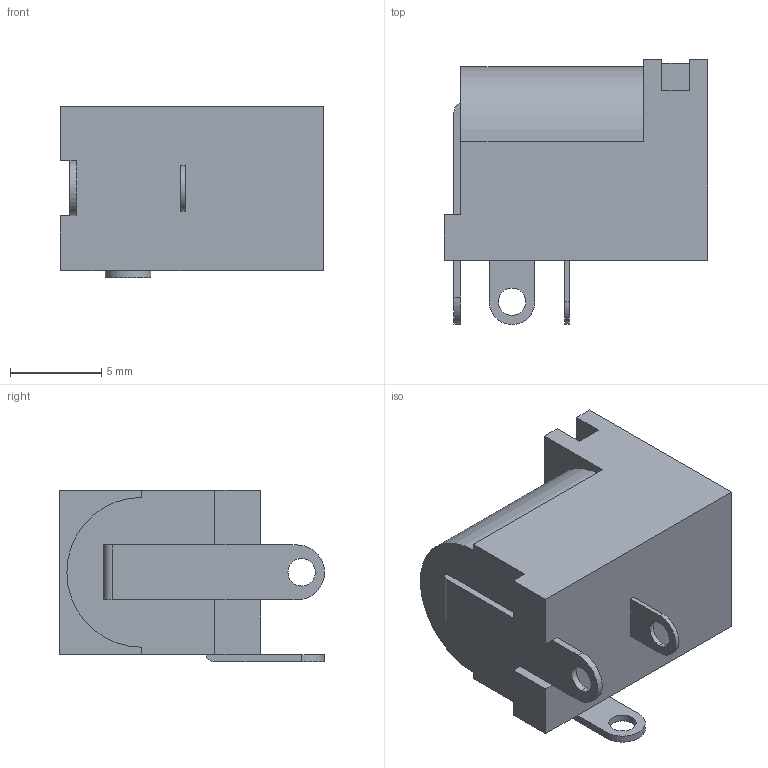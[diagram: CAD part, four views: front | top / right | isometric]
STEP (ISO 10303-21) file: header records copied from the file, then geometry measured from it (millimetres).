
FILE_DESCRIPTION (( 'STEP AP214' ), '1' );
FILE_NAME ('CUI_DEVICES_PJ-002BH.step', '2019-10-20T23:12:44', ( '' ), ( '' ), 'SwSTEP 2.0', 'SolidWorks 2019', '' );
FILE_SCHEMA (( 'AUTOMOTIVE_DESIGN' ));
Length unit declared in the file: inch
Products named in the file (1): CUI_DEVICES_PJ-002BH
Bounding box: 14.4 x 14.5 x 9.4 mm (x, y, z)
Volume: 1015.7 mm3; surface area: 1011.6 mm2
Topology: 1 solids, 1 shells, 57 faces, 148 edges, 96 vertices
Faces by surface type: plane 39, cylinder 16, cone 2
Entity records: 2421 total; most frequent: CARTESIAN_POINT 302, DIRECTION 298, ORIENTED_EDGE 296, EDGE_CURVE 148, VECTOR 114, LINE 114, VERTEX_POINT 96, AXIS2_PLACEMENT_3D 92
